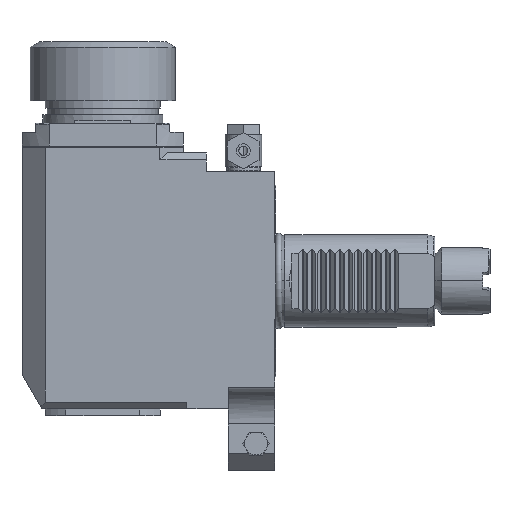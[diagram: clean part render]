
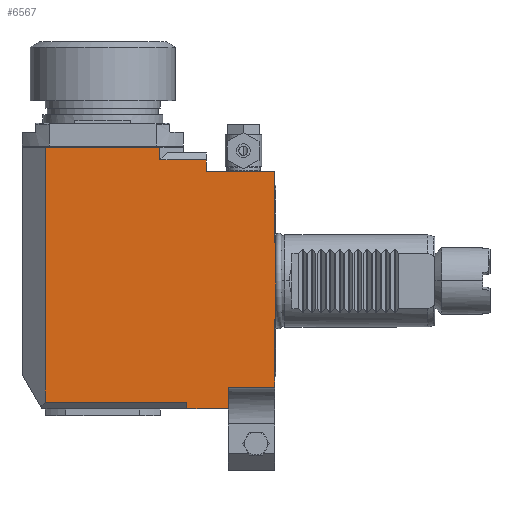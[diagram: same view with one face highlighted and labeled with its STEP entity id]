
A CAD part, front view. The second image highlights one B-rep face of the part: STEP entity #6567.
In plain terms, the highlighted planar face has unit normal (0, -1, 0).
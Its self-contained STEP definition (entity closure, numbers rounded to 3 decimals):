
#205=DIRECTION('',(-1.,0.,0.));
#206=VECTOR('',#205,29.5);
#207=CARTESIAN_POINT('',(-0.5,-38.,47.5));
#208=LINE('',#207,#206);
#219=DIRECTION('',(0.,0.,-1.));
#220=VECTOR('',#219,5.);
#221=CARTESIAN_POINT('',(-30.,-38.,52.5));
#222=LINE('',#221,#220);
#239=DIRECTION('',(0.,0.,-1.));
#240=VECTOR('',#239,110.5);
#241=CARTESIAN_POINT('',(-99.812,-38.,58.));
#242=LINE('',#241,#240);
#243=DIRECTION('',(1.,0.,0.));
#244=VECTOR('',#243,49.625);
#245=CARTESIAN_POINT('',(-99.812,-38.,58.));
#246=LINE('',#245,#244);
#247=DIRECTION('',(-1.,0.,0.));
#248=VECTOR('',#247,20.188);
#249=CARTESIAN_POINT('',(-30.,-38.,52.5));
#250=LINE('',#249,#248);
#251=DIRECTION('',(0.,0.,1.));
#252=VECTOR('',#251,30.819);
#253=CARTESIAN_POINT('',(-0.5,-38.,16.681));
#254=LINE('',#253,#252);
#255=DIRECTION('',(-1.,0.,0.));
#256=VECTOR('',#255,0.5);
#257=CARTESIAN_POINT('',(0.,-38.,16.681));
#258=LINE('',#257,#256);
#259=DIRECTION('',(0.,0.,1.));
#260=VECTOR('',#259,33.362);
#261=CARTESIAN_POINT('',(0.,-38.,-16.681));
#262=LINE('',#261,#260);
#263=DIRECTION('',(-1.,0.,0.));
#264=VECTOR('',#263,0.5);
#265=CARTESIAN_POINT('',(0.,-38.,-16.681));
#266=LINE('',#265,#264);
#267=DIRECTION('',(0.,0.,-1.));
#268=VECTOR('',#267,29.319);
#269=CARTESIAN_POINT('',(-0.5,-38.,-16.681));
#270=LINE('',#269,#268);
#271=DIRECTION('',(1.,0.,0.));
#272=VECTOR('',#271,20.);
#273=CARTESIAN_POINT('',(-20.5,-38.,-46.));
#274=LINE('',#273,#272);
#275=DIRECTION('',(0.,0.,1.));
#276=VECTOR('',#275,9.5);
#277=CARTESIAN_POINT('',(-20.5,-38.,-55.5));
#278=LINE('',#277,#276);
#279=DIRECTION('',(-1.,0.,0.));
#280=VECTOR('',#279,18.);
#281=CARTESIAN_POINT('',(-20.5,-38.,-55.5));
#282=LINE('',#281,#280);
#287=DIRECTION('',(0.,0.,-1.));
#288=VECTOR('',#287,3.);
#289=CARTESIAN_POINT('',(-38.5,-38.,-52.5));
#290=LINE('',#289,#288);
#307=DIRECTION('',(1.,0.,0.));
#308=VECTOR('',#307,61.312);
#309=CARTESIAN_POINT('',(-99.812,-38.,-52.5));
#310=LINE('',#309,#308);
#495=DIRECTION('',(0.,0.,1.));
#496=VECTOR('',#495,5.5);
#497=CARTESIAN_POINT('',(-50.188,-38.,52.5));
#498=LINE('',#497,#496);
#5328=CARTESIAN_POINT('',(-0.5,-38.,47.5));
#5330=VERTEX_POINT('',#5328);
#5340=CARTESIAN_POINT('',(-0.5,-38.,16.681));
#5341=VERTEX_POINT('',#5340);
#5342=CARTESIAN_POINT('',(0.,-38.,-16.681));
#5343=CARTESIAN_POINT('',(-0.5,-38.,-16.681));
#5344=VERTEX_POINT('',#5342);
#5345=VERTEX_POINT('',#5343);
#5346=CARTESIAN_POINT('',(0.,-38.,16.681));
#5347=VERTEX_POINT('',#5346);
#5363=CARTESIAN_POINT('',(-20.5,-38.,-55.5));
#5365=VERTEX_POINT('',#5363);
#5366=CARTESIAN_POINT('',(-20.5,-38.,-46.));
#5367=VERTEX_POINT('',#5366);
#5422=CARTESIAN_POINT('',(-0.5,-38.,-46.));
#5423=VERTEX_POINT('',#5422);
#5434=CARTESIAN_POINT('',(-38.5,-38.,-55.5));
#5435=VERTEX_POINT('',#5434);
#5440=CARTESIAN_POINT('',(-99.812,-38.,58.));
#5442=VERTEX_POINT('',#5440);
#5452=CARTESIAN_POINT('',(-99.812,-38.,-52.5));
#5453=VERTEX_POINT('',#5452);
#5470=CARTESIAN_POINT('',(-50.188,-38.,58.));
#5471=VERTEX_POINT('',#5470);
#5484=CARTESIAN_POINT('',(-30.,-38.,52.5));
#5485=VERTEX_POINT('',#5484);
#5486=CARTESIAN_POINT('',(-50.188,-38.,52.5));
#5487=VERTEX_POINT('',#5486);
#5489=CARTESIAN_POINT('',(-38.5,-38.,-52.5));
#5491=VERTEX_POINT('',#5489);
#5496=CARTESIAN_POINT('',(-30.,-38.,47.5));
#5498=VERTEX_POINT('',#5496);
#6531=CARTESIAN_POINT('',(-38.5,-38.,-55.5));
#6532=DIRECTION('',(0.,-1.,0.));
#6533=DIRECTION('',(0.,0.,1.));
#6534=AXIS2_PLACEMENT_3D('',#6531,#6532,#6533);
#6535=PLANE('',#6534);
#6537=ORIENTED_EDGE('',*,*,#6536,.F.);
#6539=ORIENTED_EDGE('',*,*,#6538,.F.);
#6541=ORIENTED_EDGE('',*,*,#6540,.F.);
#6543=ORIENTED_EDGE('',*,*,#6542,.T.);
#6545=ORIENTED_EDGE('',*,*,#6544,.F.);
#6547=ORIENTED_EDGE('',*,*,#6546,.F.);
#6548=ORIENTED_EDGE('',*,*,#6519,.T.);
#6549=ORIENTED_EDGE('',*,*,#6502,.F.);
#6551=ORIENTED_EDGE('',*,*,#6550,.F.);
#6553=ORIENTED_EDGE('',*,*,#6552,.F.);
#6555=ORIENTED_EDGE('',*,*,#6554,.F.);
#6557=ORIENTED_EDGE('',*,*,#6556,.T.);
#6559=ORIENTED_EDGE('',*,*,#6558,.T.);
#6561=ORIENTED_EDGE('',*,*,#6560,.F.);
#6563=ORIENTED_EDGE('',*,*,#6562,.F.);
#6564=ORIENTED_EDGE('',*,*,#6392,.T.);
#6565=EDGE_LOOP('',(#6537,#6539,#6541,#6543,#6545,#6547,#6548,#6549,#6551,#6553,
#6555,#6557,#6559,#6561,#6563,#6564));
#6566=FACE_OUTER_BOUND('',#6565,.F.);
#6567=ADVANCED_FACE('',(#6566),#6535,.T.);
#6392=EDGE_CURVE('',#5365,#5435,#282,.T.);
#6502=EDGE_CURVE('',#5330,#5498,#208,.T.);
#6519=EDGE_CURVE('',#5485,#5498,#222,.T.);
#6536=EDGE_CURVE('',#5491,#5435,#290,.T.);
#6538=EDGE_CURVE('',#5453,#5491,#310,.T.);
#6540=EDGE_CURVE('',#5442,#5453,#242,.T.);
#6542=EDGE_CURVE('',#5442,#5471,#246,.T.);
#6544=EDGE_CURVE('',#5487,#5471,#498,.T.);
#6546=EDGE_CURVE('',#5485,#5487,#250,.T.);
#6550=EDGE_CURVE('',#5341,#5330,#254,.T.);
#6552=EDGE_CURVE('',#5347,#5341,#258,.T.);
#6554=EDGE_CURVE('',#5344,#5347,#262,.T.);
#6556=EDGE_CURVE('',#5344,#5345,#266,.T.);
#6558=EDGE_CURVE('',#5345,#5423,#270,.T.);
#6560=EDGE_CURVE('',#5367,#5423,#274,.T.);
#6562=EDGE_CURVE('',#5365,#5367,#278,.T.);
